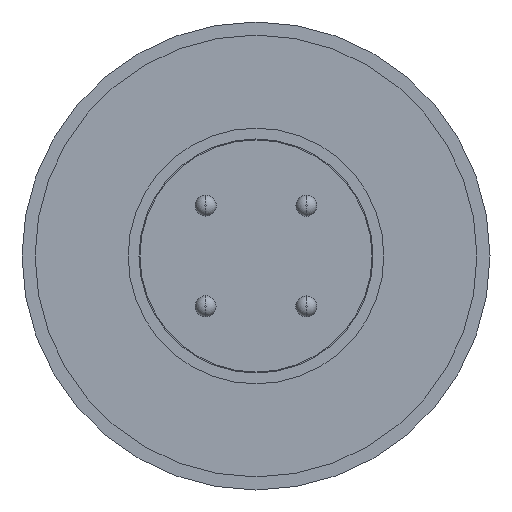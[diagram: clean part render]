
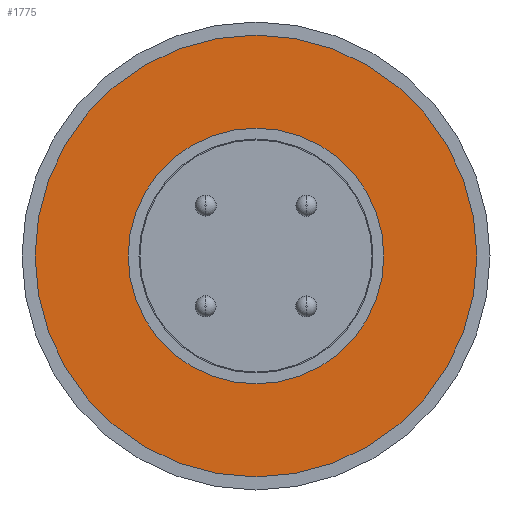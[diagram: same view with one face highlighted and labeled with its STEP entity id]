
A CAD part, left-side view. The second image highlights one B-rep face of the part: STEP entity #1775.
In plain terms, the highlighted planar face has unit normal (-1, 0, 0).
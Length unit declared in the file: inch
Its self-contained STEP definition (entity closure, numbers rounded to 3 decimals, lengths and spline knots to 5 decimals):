
#13 = ORIENTED_EDGE ( 'NONE', *, *, #1626, .F. ) ;
#92 = ORIENTED_EDGE ( 'NONE', *, *, #1491, .F. ) ;
#125 = ORIENTED_EDGE ( 'NONE', *, *, #1488, .F. ) ;
#137 = ORIENTED_EDGE ( 'NONE', *, *, #1627, .F. ) ;
#1191 = CIRCLE ( 'NONE', #4859, 0.3415 ) ;
#1196 = CIRCLE ( 'NONE', #4858, 0.59 ) ;
#1488 = EDGE_CURVE ( 'NONE', #2652, #2537, #1196, .T. ) ;
#1491 = EDGE_CURVE ( 'NONE', #2665, #2653, #1191, .T. ) ;
#1626 = EDGE_CURVE ( 'NONE', #2653, #2665, #5518, .T. ) ;
#1627 = EDGE_CURVE ( 'NONE', #2537, #2652, #5519, .T. ) ;
#1775 = ADVANCED_FACE ( 'NONE', ( #2252, #2229 ), #3653, .F. ) ;
#2229 = FACE_BOUND ( 'NONE', #4144, .T. ) ;
#2252 = FACE_OUTER_BOUND ( 'NONE', #5125, .T. ) ;
#2537 = VERTEX_POINT ( 'NONE', #3830 ) ;
#2652 = VERTEX_POINT ( 'NONE', #5898 ) ;
#2653 = VERTEX_POINT ( 'NONE', #5890 ) ;
#2665 = VERTEX_POINT ( 'NONE', #5916 ) ;
#3424 = CARTESIAN_POINT ( 'NONE',  ( 0., 0., 0. ) ) ;
#3477 = DIRECTION ( 'NONE',  ( -1., 0., 0. ) ) ;
#3478 = CARTESIAN_POINT ( 'NONE',  ( 0., 0., 0. ) ) ;
#3480 = DIRECTION ( 'NONE',  ( 0., 0., 1. ) ) ;
#3539 = DIRECTION ( 'NONE',  ( 0., 0., -1. ) ) ;
#3580 = CARTESIAN_POINT ( 'NONE',  ( 0., 0.59, 0. ) ) ;
#3613 = DIRECTION ( 'NONE',  ( 0., 0., 1. ) ) ;
#3642 = DIRECTION ( 'NONE',  ( 1., 0., 0. ) ) ;
#3653 = PLANE ( 'NONE',  #5837 ) ;
#3699 = DIRECTION ( 'NONE',  ( 1., 0., 0. ) ) ;
#3830 = CARTESIAN_POINT ( 'NONE',  ( 0., 0., 0.59 ) ) ;
#4144 = EDGE_LOOP ( 'NONE', ( #13, #92 ) ) ;
#4407 = DIRECTION ( 'NONE',  ( 0., 0., 1. ) ) ;
#4411 = CARTESIAN_POINT ( 'NONE',  ( 0., 0., 0. ) ) ;
#4466 = DIRECTION ( 'NONE',  ( -1., 0., 0. ) ) ;
#4469 = DIRECTION ( 'NONE',  ( 0., 0., 1. ) ) ;
#4509 = DIRECTION ( 'NONE',  ( 1., 0., 0. ) ) ;
#4608 = CARTESIAN_POINT ( 'NONE',  ( 0., 0., 0. ) ) ;
#4727 = AXIS2_PLACEMENT_3D ( 'NONE', #3478, #3477, #3480 ) ;
#4728 = AXIS2_PLACEMENT_3D ( 'NONE', #3424, #3699, #3613 ) ;
#4858 = AXIS2_PLACEMENT_3D ( 'NONE', #4608, #4509, #4469 ) ;
#4859 = AXIS2_PLACEMENT_3D ( 'NONE', #4411, #4466, #4407 ) ;
#5125 = EDGE_LOOP ( 'NONE', ( #137, #125 ) ) ;
#5518 = CIRCLE ( 'NONE', #4727, 0.3415 ) ;
#5519 = CIRCLE ( 'NONE', #4728, 0.59 ) ;
#5837 = AXIS2_PLACEMENT_3D ( 'NONE', #3580, #3642, #3539 ) ;
#5890 = CARTESIAN_POINT ( 'NONE',  ( 0., 0., 0.3415 ) ) ;
#5898 = CARTESIAN_POINT ( 'NONE',  ( 0., 0., -0.59 ) ) ;
#5916 = CARTESIAN_POINT ( 'NONE',  ( 0., 0., -0.3415 ) ) ;
